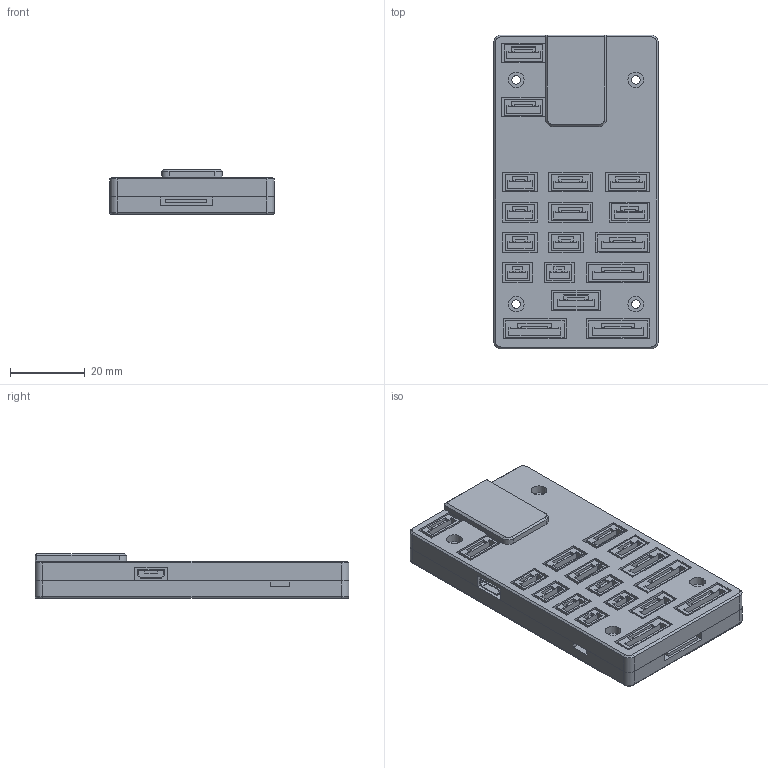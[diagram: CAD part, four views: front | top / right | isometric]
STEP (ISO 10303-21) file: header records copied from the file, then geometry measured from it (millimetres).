
FILE_DESCRIPTION(/* description */ (''),/* implementation_level */ '2;1');
FILE_NAME(/* name */ 'Pixhawk_4 v2.step',/* time_stamp */ '2021-02-26T11:30:42+01:00',/* author */ (''),/* organization */ (''),/* preprocessor_version */ 'ST-DEVELOPER v18.1',/* originating_system */ 'Autodesk Translation Framework v9.7.1.1290',/* authorisation */ '');
FILE_SCHEMA (('AUTOMOTIVE_DESIGN { 1 0 10303 214 3 1 1 }'));
Length unit declared in the file: millimetre
Products named in the file (1): Pixhawk_4
Bounding box: 44 x 84 x 12 mm (x, y, z)
Volume: 34255.7 mm3; surface area: 25876.3 mm2
Topology: 21 solids, 21 shells, 598 faces, 1527 edges, 1006 vertices
Faces by surface type: plane 546, cylinder 40, cone 8, torus 4
Full cylindrical faces by diameter (mm): 2.3 x8, 4.2 x4
Entity records: 17858 total; most frequent: CARTESIAN_POINT 3130, ORIENTED_EDGE 3050, DIRECTION 2813, EDGE_CURVE 1525, LINE 1435, VECTOR 1435, VERTEX_POINT 1006, AXIS2_PLACEMENT_3D 689
